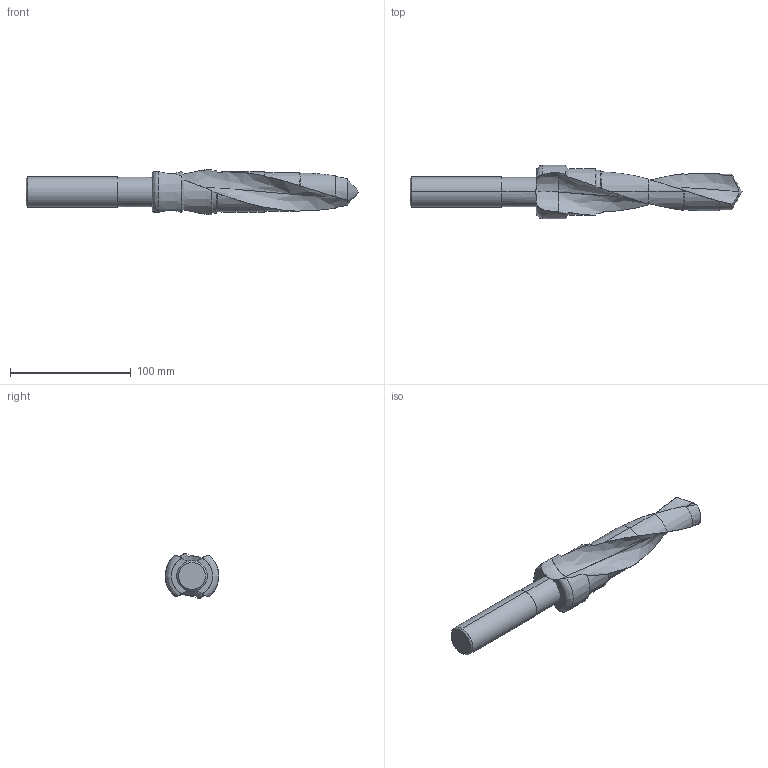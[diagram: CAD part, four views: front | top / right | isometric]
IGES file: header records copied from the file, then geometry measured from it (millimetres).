
Start section: SolidWorks IGES file using analytic representation for surfaces
Global section: file name: 994033002.IGS; native system: SolidWorks 2014; preprocessor: SolidWorks 2014; author: martinw; date: 150723.102159; units: inch
Bounding box: 275.31 x 44.46 x 37.89 mm (x, y, z)
Surface area: 28333.3 mm2 (no closed solid volume)
Topology: 0 solids, 0 shells, 53 faces, 784 edges, 782 vertices
Faces by surface type: revolution 39, bspline 14
